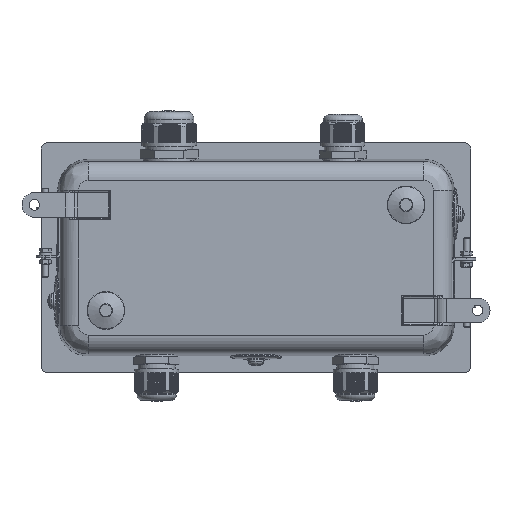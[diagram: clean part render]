
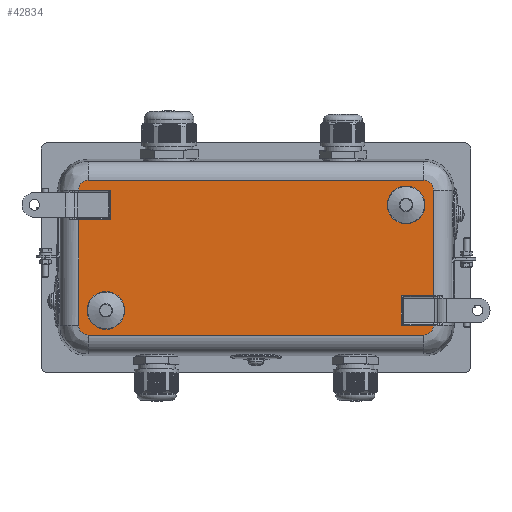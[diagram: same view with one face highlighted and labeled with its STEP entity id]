
A CAD part, front view. The second image highlights one B-rep face of the part: STEP entity #42834.
In plain terms, the highlighted planar face has unit normal (0, -1, 0).
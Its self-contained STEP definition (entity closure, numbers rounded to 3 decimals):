
#4296=LINE('',#66365,#7462);
#4297=LINE('',#66367,#7463);
#4298=LINE('',#66369,#7464);
#4299=LINE('',#66371,#7465);
#4300=LINE('',#66375,#7466);
#4301=LINE('',#66379,#7467);
#4302=LINE('',#66381,#7468);
#4303=LINE('',#66383,#7469);
#4304=LINE('',#66385,#7470);
#4305=LINE('',#66389,#7471);
#7462=VECTOR('',#51542,10.);
#7463=VECTOR('',#51543,10.);
#7464=VECTOR('',#51544,10.);
#7465=VECTOR('',#51545,10.);
#7466=VECTOR('',#51548,10.);
#7467=VECTOR('',#51551,10.);
#7468=VECTOR('',#51552,10.);
#7469=VECTOR('',#51553,10.);
#7470=VECTOR('',#51554,10.);
#7471=VECTOR('',#51557,10.);
#9475=FACE_BOUND('',#15056,.T.);
#9476=FACE_BOUND('',#15057,.T.);
#12693=FACE_OUTER_BOUND('',#15055,.T.);
#15055=EDGE_LOOP('',(#32974,#32975,#32976,#32977,#32978,#32979,#32980,#32981,
#32982,#32983,#32984,#32985,#32986,#32987));
#15056=EDGE_LOOP('',(#32988));
#15057=EDGE_LOOP('',(#32989));
#16915=CIRCLE('',#45535,15.194);
#16917=CIRCLE('',#45539,7.896);
#16918=CIRCLE('',#45540,7.896);
#16919=CIRCLE('',#45541,7.896);
#16920=CIRCLE('',#45542,7.896);
#16921=CIRCLE('',#45543,15.194);
#19226=VERTEX_POINT('',#66355);
#19228=VERTEX_POINT('',#66363);
#19229=VERTEX_POINT('',#66364);
#19230=VERTEX_POINT('',#66366);
#19231=VERTEX_POINT('',#66368);
#19232=VERTEX_POINT('',#66370);
#19233=VERTEX_POINT('',#66372);
#19234=VERTEX_POINT('',#66374);
#19235=VERTEX_POINT('',#66376);
#19236=VERTEX_POINT('',#66378);
#19237=VERTEX_POINT('',#66380);
#19238=VERTEX_POINT('',#66382);
#19239=VERTEX_POINT('',#66384);
#19240=VERTEX_POINT('',#66386);
#19241=VERTEX_POINT('',#66388);
#19242=VERTEX_POINT('',#66391);
#24240=EDGE_CURVE('',#19226,#19226,#16915,.T.);
#24243=EDGE_CURVE('',#19228,#19229,#4296,.T.);
#24244=EDGE_CURVE('',#19230,#19229,#4297,.T.);
#24245=EDGE_CURVE('',#19231,#19230,#4298,.T.);
#24246=EDGE_CURVE('',#19232,#19231,#4299,.T.);
#24247=EDGE_CURVE('',#19233,#19232,#16917,.T.);
#24248=EDGE_CURVE('',#19234,#19233,#4300,.T.);
#24249=EDGE_CURVE('',#19235,#19234,#16918,.T.);
#24250=EDGE_CURVE('',#19236,#19235,#4301,.T.);
#24251=EDGE_CURVE('',#19237,#19236,#4302,.T.);
#24252=EDGE_CURVE('',#19237,#19238,#4303,.T.);
#24253=EDGE_CURVE('',#19239,#19238,#4304,.T.);
#24254=EDGE_CURVE('',#19240,#19239,#16919,.T.);
#24255=EDGE_CURVE('',#19241,#19240,#4305,.T.);
#24256=EDGE_CURVE('',#19228,#19241,#16920,.T.);
#24257=EDGE_CURVE('',#19242,#19242,#16921,.T.);
#32974=ORIENTED_EDGE('',*,*,#24243,.T.);
#32975=ORIENTED_EDGE('',*,*,#24244,.F.);
#32976=ORIENTED_EDGE('',*,*,#24245,.F.);
#32977=ORIENTED_EDGE('',*,*,#24246,.F.);
#32978=ORIENTED_EDGE('',*,*,#24247,.F.);
#32979=ORIENTED_EDGE('',*,*,#24248,.F.);
#32980=ORIENTED_EDGE('',*,*,#24249,.F.);
#32981=ORIENTED_EDGE('',*,*,#24250,.F.);
#32982=ORIENTED_EDGE('',*,*,#24251,.F.);
#32983=ORIENTED_EDGE('',*,*,#24252,.T.);
#32984=ORIENTED_EDGE('',*,*,#24253,.F.);
#32985=ORIENTED_EDGE('',*,*,#24254,.F.);
#32986=ORIENTED_EDGE('',*,*,#24255,.F.);
#32987=ORIENTED_EDGE('',*,*,#24256,.F.);
#32988=ORIENTED_EDGE('',*,*,#24257,.F.);
#32989=ORIENTED_EDGE('',*,*,#24240,.F.);
#41212=PLANE('',#45538);
#42834=ADVANCED_FACE('',(#12693,#9475,#9476),#41212,.T.);
#45535=AXIS2_PLACEMENT_3D('',#66357,#51533,#51534);
#45538=AXIS2_PLACEMENT_3D('',#66362,#51540,#51541);
#45539=AXIS2_PLACEMENT_3D('',#66373,#51546,#51547);
#45540=AXIS2_PLACEMENT_3D('',#66377,#51549,#51550);
#45541=AXIS2_PLACEMENT_3D('',#66387,#51555,#51556);
#45542=AXIS2_PLACEMENT_3D('',#66390,#51558,#51559);
#45543=AXIS2_PLACEMENT_3D('',#66392,#51560,#51561);
#51533=DIRECTION('center_axis',(0.,-1.,0.));
#51534=DIRECTION('ref_axis',(1.,0.,0.));
#51540=DIRECTION('center_axis',(0.,-1.,0.));
#51541=DIRECTION('ref_axis',(-1.,0.,0.));
#51542=DIRECTION('',(-1.,0.,0.));
#51543=DIRECTION('',(0.,0.,-1.));
#51544=DIRECTION('',(-1.,0.,0.));
#51545=DIRECTION('',(0.,0.,-1.));
#51546=DIRECTION('center_axis',(0.,1.,0.));
#51547=DIRECTION('ref_axis',(0.707,0.,0.707));
#51548=DIRECTION('',(1.,0.,0.));
#51549=DIRECTION('center_axis',(0.,1.,0.));
#51550=DIRECTION('ref_axis',(-0.707,0.,0.707));
#51551=DIRECTION('',(-1.,0.,0.));
#51552=DIRECTION('',(0.,0.,1.));
#51553=DIRECTION('',(-1.,0.,0.));
#51554=DIRECTION('',(0.,0.,1.));
#51555=DIRECTION('center_axis',(0.,1.,0.));
#51556=DIRECTION('ref_axis',(-0.707,0.,-0.707));
#51557=DIRECTION('',(-1.,0.,0.));
#51558=DIRECTION('center_axis',(0.,1.,0.));
#51559=DIRECTION('ref_axis',(0.707,0.,-0.707));
#51560=DIRECTION('center_axis',(0.,-1.,0.));
#51561=DIRECTION('ref_axis',(1.,0.,0.));
#66355=CARTESIAN_POINT('',(-136.09,4.,-42.5));
#66357=CARTESIAN_POINT('Origin',(-120.896,4.,-42.5));
#66362=CARTESIAN_POINT('Origin',(0.,4.,
0.));
#66363=CARTESIAN_POINT('',(142.896,4.,-54.5));
#66364=CARTESIAN_POINT('',(116.896,4.,-54.5));
#66365=CARTESIAN_POINT('',(58.948,4.,-54.5));
#66366=CARTESIAN_POINT('',(116.896,4.,-30.5));
#66367=CARTESIAN_POINT('',(116.896,4.,-15.75));
#66368=CARTESIAN_POINT('',(142.896,4.,-30.5));
#66369=CARTESIAN_POINT('',(83.948,4.,-30.5));
#66370=CARTESIAN_POINT('',(142.896,4.,54.5));
#66371=CARTESIAN_POINT('',(142.896,4.,27.25));
#66372=CARTESIAN_POINT('',(135.,4.,62.396));
#66373=CARTESIAN_POINT('Origin',(135.,4.,54.5));
#66374=CARTESIAN_POINT('',(-135.,4.,62.396));
#66375=CARTESIAN_POINT('',(-67.5,4.,62.396));
#66376=CARTESIAN_POINT('',(-142.896,4.,54.5));
#66377=CARTESIAN_POINT('Origin',(-135.,4.,54.5));
#66378=CARTESIAN_POINT('',(-116.896,4.,54.5));
#66379=CARTESIAN_POINT('',(-58.948,4.,54.5));
#66380=CARTESIAN_POINT('',(-116.896,4.,30.5));
#66381=CARTESIAN_POINT('',(-116.896,4.,15.75));
#66382=CARTESIAN_POINT('',(-142.896,4.,30.5));
#66383=CARTESIAN_POINT('',(-83.948,4.,30.5));
#66384=CARTESIAN_POINT('',(-142.896,4.,-54.5));
#66385=CARTESIAN_POINT('',(-142.896,4.,-27.25));
#66386=CARTESIAN_POINT('',(-135.,4.,-62.396));
#66387=CARTESIAN_POINT('Origin',(-135.,4.,-54.5));
#66388=CARTESIAN_POINT('',(135.,4.,-62.396));
#66389=CARTESIAN_POINT('',(67.5,4.,-62.396));
#66390=CARTESIAN_POINT('Origin',(135.,4.,-54.5));
#66391=CARTESIAN_POINT('',(105.701,4.,42.5));
#66392=CARTESIAN_POINT('Origin',(120.896,4.,42.5));
